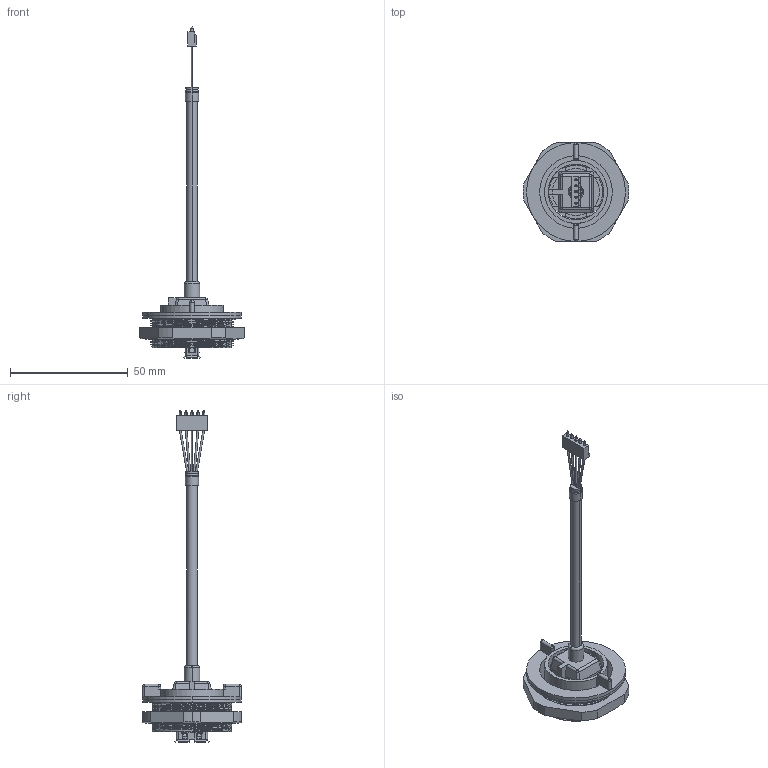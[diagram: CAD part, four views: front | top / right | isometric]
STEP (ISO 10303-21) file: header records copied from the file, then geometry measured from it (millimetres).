
FILE_DESCRIPTION(('STEP AP242'),'1');
FILE_NAME('px0849-a.stp','2023-03-28T13:31:41',('TraceParts'),('TraceParts S.A.'),'Spatial InterOp 3D',' ',' ');
FILE_SCHEMA(('AP242_MANAGED_MODEL_BASED_3D_ENGINEERING_MIM_LF {1 0 10303 442 1 1 4}'));
Length unit declared in the file: millimetre
Products named in the file (1): px0849-a_1
Bounding box: 45 x 42 x 141 mm (x, y, z)
Volume: 15787.2 mm3; surface area: 17602.6 mm2
Topology: 5 solids, 5 shells, 782 faces, 2094 edges, 1324 vertices
Faces by surface type: plane 332, cylinder 247, bspline 114, torus 43, cone 38, sphere 8
Entity records: 33441 total; most frequent: CARTESIAN_POINT 14865, ORIENTED_EDGE 4168, DIRECTION 3407, EDGE_CURVE 2084, VERTEX_POINT 1324, AXIS2_PLACEMENT_3D 1145, LINE 1117, VECTOR 1117
